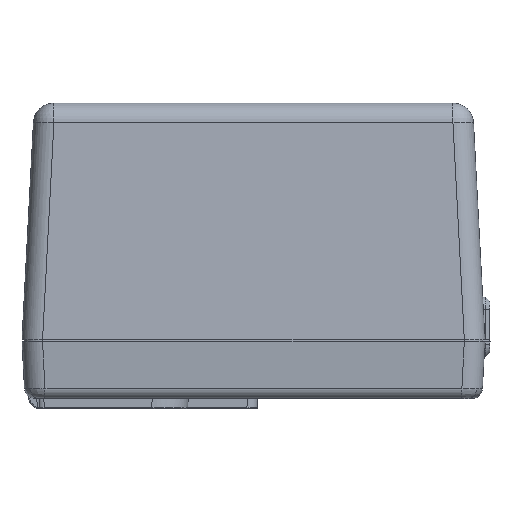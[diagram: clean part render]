
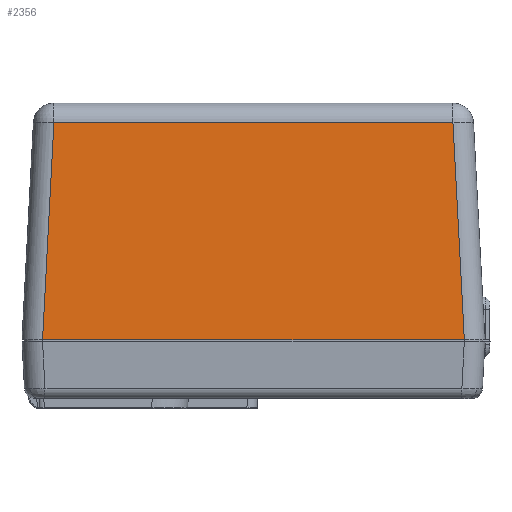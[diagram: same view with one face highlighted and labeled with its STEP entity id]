
A CAD part, top view. The second image highlights one B-rep face of the part: STEP entity #2356.
In plain terms, the highlighted planar face has unit normal (0, 0.052, 0.999).
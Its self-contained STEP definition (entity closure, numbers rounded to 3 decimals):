
#553=DIRECTION('',(-1.,0.,0.));
#554=VECTOR('',#553,82.011);
#555=CARTESIAN_POINT('',(41.005,0.,19.));
#556=LINE('',#555,#554);
#739=DIRECTION('',(-0.052,-0.997,0.052));
#740=VECTOR('',#739,42.325);
#741=CARTESIAN_POINT('',(-38.793,42.209,16.788));
#742=LINE('',#741,#740);
#743=DIRECTION('',(-0.052,0.997,-0.052));
#744=VECTOR('',#743,42.325);
#745=CARTESIAN_POINT('',(41.005,0.,19.));
#746=LINE('',#745,#744);
#814=DIRECTION('',(1.,0.,0.));
#815=VECTOR('',#814,77.587);
#816=CARTESIAN_POINT('',(-38.793,42.209,16.788));
#817=LINE('',#816,#815);
#1109=CARTESIAN_POINT('',(41.005,0.,19.));
#1110=CARTESIAN_POINT('',(-41.005,0.,19.));
#1111=VERTEX_POINT('',#1109);
#1112=VERTEX_POINT('',#1110);
#1321=CARTESIAN_POINT('',(-38.793,42.209,16.788));
#1323=VERTEX_POINT('',#1321);
#1351=CARTESIAN_POINT('',(38.793,42.209,16.788));
#1352=VERTEX_POINT('',#1351);
#2343=CARTESIAN_POINT('',(-45.,0.,19.));
#2344=DIRECTION('',(0.,0.052,0.999));
#2345=DIRECTION('',(0.,-0.999,0.052));
#2346=AXIS2_PLACEMENT_3D('',#2343,#2344,#2345);
#2347=PLANE('',#2346);
#2348=ORIENTED_EDGE('',*,*,#2090,.T.);
#2350=ORIENTED_EDGE('',*,*,#2349,.F.);
#2352=ORIENTED_EDGE('',*,*,#2351,.T.);
#2353=ORIENTED_EDGE('',*,*,#2335,.F.);
#2354=EDGE_LOOP('',(#2348,#2350,#2352,#2353));
#2355=FACE_OUTER_BOUND('',#2354,.F.);
#2356=ADVANCED_FACE('',(#2355),#2347,.T.);
#2090=EDGE_CURVE('',#1111,#1112,#556,.T.);
#2335=EDGE_CURVE('',#1111,#1352,#746,.T.);
#2349=EDGE_CURVE('',#1323,#1112,#742,.T.);
#2351=EDGE_CURVE('',#1323,#1352,#817,.T.);
